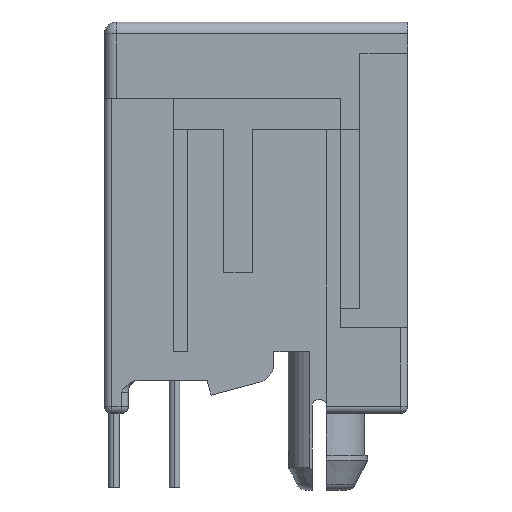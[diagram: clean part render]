
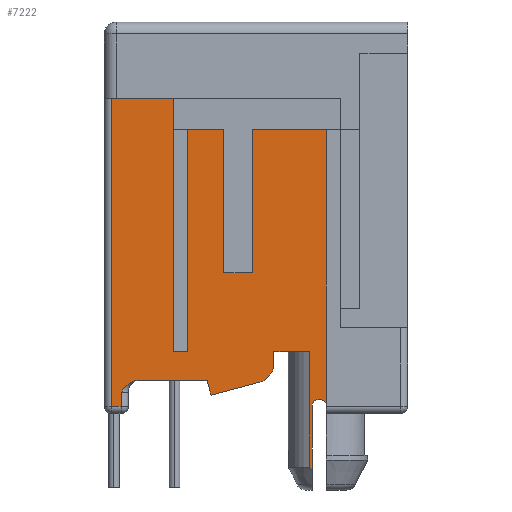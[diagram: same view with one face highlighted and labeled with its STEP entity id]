
A CAD part, left-side view. The second image highlights one B-rep face of the part: STEP entity #7222.
In plain terms, the highlighted planar face has unit normal (-1, 0, 0).
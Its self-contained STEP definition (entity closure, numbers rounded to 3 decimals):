
#120=DIRECTION('',(0.,-1.,0.));
#121=VECTOR('',#120,2.6);
#122=CARTESIAN_POINT('',(-7.15,6.05,-3.2));
#123=LINE('',#122,#121);
#178=DIRECTION('',(0.,0.,-1.));
#179=VECTOR('',#178,0.6);
#180=CARTESIAN_POINT('',(-7.15,5.65,-15.5));
#181=LINE('',#180,#179);
#185=DIRECTION('',(0.,1.,0.));
#186=VECTOR('',#185,0.4);
#187=CARTESIAN_POINT('',(-7.15,5.65,-16.1));
#188=LINE('',#187,#186);
#192=DIRECTION('',(0.,0.,1.));
#193=VECTOR('',#192,12.9);
#194=CARTESIAN_POINT('',(-7.15,6.05,-16.1));
#195=LINE('',#194,#193);
#199=DIRECTION('',(0.,-1.,0.));
#200=VECTOR('',#199,0.6);
#201=CARTESIAN_POINT('',(-7.15,3.45,-13.8));
#202=LINE('',#201,#200);
#206=DIRECTION('',(0.,0.,1.));
#207=VECTOR('',#206,9.3);
#208=CARTESIAN_POINT('',(-7.15,2.85,-13.8));
#209=LINE('',#208,#207);
#213=DIRECTION('',(0.,-1.,0.));
#214=VECTOR('',#213,1.5);
#215=CARTESIAN_POINT('',(-7.15,2.85,-4.5));
#216=LINE('',#215,#214);
#220=DIRECTION('',(0.,0.,-1.));
#221=VECTOR('',#220,6.);
#222=CARTESIAN_POINT('',(-7.15,1.35,-4.5));
#223=LINE('',#222,#221);
#227=DIRECTION('',(0.,-1.,0.));
#228=VECTOR('',#227,1.2);
#229=CARTESIAN_POINT('',(-7.15,1.35,-10.5));
#230=LINE('',#229,#228);
#234=DIRECTION('',(0.,0.,1.));
#235=VECTOR('',#234,6.);
#236=CARTESIAN_POINT('',(-7.15,0.15,-10.5));
#237=LINE('',#236,#235);
#241=DIRECTION('',(0.,1.,0.));
#242=VECTOR('',#241,3.1);
#243=CARTESIAN_POINT('',(-7.15,-2.95,-4.5));
#244=LINE('',#243,#242);
#248=DIRECTION('',(0.,0.,-1.));
#249=VECTOR('',#248,11.6);
#250=CARTESIAN_POINT('',(-7.15,-2.95,-4.5));
#251=LINE('',#250,#249);
#255=CARTESIAN_POINT('',(-7.15,-2.65,-16.1));
#256=DIRECTION('',(1.,0.,0.));
#257=DIRECTION('',(0.,1.,0.));
#258=AXIS2_PLACEMENT_3D('',#255,#256,#257);
#263=DIRECTION('',(0.,0.,1.));
#264=VECTOR('',#263,2.632);
#265=CARTESIAN_POINT('',(-7.15,-2.35,-18.732));
#266=LINE('',#265,#264);
#314=DIRECTION('',(0.,-1.,0.));
#315=VECTOR('',#314,2.858);
#316=CARTESIAN_POINT('',(-7.15,4.908,-15.));
#317=LINE('',#316,#315);
#495=DIRECTION('',(0.,-0.259,-0.966));
#496=VECTOR('',#495,0.65);
#497=CARTESIAN_POINT('',(-7.15,2.05,-15.));
#498=LINE('',#497,#496);
#795=CARTESIAN_POINT('',(-7.15,5.65,-15.5));
#796=CARTESIAN_POINT('',(-7.15,5.628,-15.472));
#797=CARTESIAN_POINT('',(-7.15,5.584,-15.415));
#798=CARTESIAN_POINT('',(-7.15,5.511,-15.326));
#799=CARTESIAN_POINT('',(-7.15,5.432,-15.241));
#800=CARTESIAN_POINT('',(-7.15,5.353,-15.17));
#801=CARTESIAN_POINT('',(-7.15,5.265,-15.106));
#802=CARTESIAN_POINT('',(-7.15,5.155,-15.047));
#803=CARTESIAN_POINT('',(-7.15,5.029,-15.008));
#804=CARTESIAN_POINT('',(-7.15,4.949,-15.));
#805=CARTESIAN_POINT('',(-7.15,4.908,-15.));
#1687=DIRECTION('',(0.,-1.,0.));
#1688=VECTOR('',#1687,1.492);
#1689=CARTESIAN_POINT('',(-7.15,-0.75,-13.8));
#1690=LINE('',#1689,#1688);
#2026=DIRECTION('',(0.,0.,1.));
#2027=VECTOR('',#2026,4.844);
#2028=CARTESIAN_POINT('',(-7.15,-2.242,-18.644));
#2029=LINE('',#2028,#2027);
#2067=CARTESIAN_POINT('',(-7.15,-2.242,-18.644));
#2068=CARTESIAN_POINT('',(-7.15,-2.26,-18.66));
#2069=CARTESIAN_POINT('',(-7.15,-2.296,-18.69));
#2070=CARTESIAN_POINT('',(-7.15,-2.332,-18.718));
#2071=CARTESIAN_POINT('',(-7.15,-2.35,-18.732));
#2961=DIRECTION('',(0.,0.,1.));
#2962=VECTOR('',#2961,0.509);
#2963=CARTESIAN_POINT('',(-7.15,-0.75,-14.309));
#2964=LINE('',#2963,#2962);
#5292=CARTESIAN_POINT('',(-7.15,0.05,-14.309));
#5293=DIRECTION('',(-1.,0.,0.));
#5294=DIRECTION('',(0.,-0.259,-0.966));
#5295=AXIS2_PLACEMENT_3D('',#5292,#5293,#5294);
#5315=DIRECTION('',(0.,-0.966,0.259));
#5316=VECTOR('',#5315,2.111);
#5317=CARTESIAN_POINT('',(-7.15,1.882,-15.628));
#5318=LINE('',#5317,#5316);
#5392=DIRECTION('',(0.,0.,1.));
#5393=VECTOR('',#5392,10.6);
#5394=CARTESIAN_POINT('',(-7.15,3.45,-13.8));
#5395=LINE('',#5394,#5393);
#6192=CARTESIAN_POINT('',(-7.15,1.35,-4.5));
#6193=VERTEX_POINT('',#6192);
#6196=CARTESIAN_POINT('',(-7.15,1.35,-10.5));
#6197=VERTEX_POINT('',#6196);
#6200=CARTESIAN_POINT('',(-7.15,0.15,-10.5));
#6201=VERTEX_POINT('',#6200);
#6204=CARTESIAN_POINT('',(-7.15,0.15,-4.5));
#6205=VERTEX_POINT('',#6204);
#6210=CARTESIAN_POINT('',(-7.15,2.05,-15.));
#6211=CARTESIAN_POINT('',(-7.15,1.882,-15.628));
#6212=VERTEX_POINT('',#6210);
#6213=VERTEX_POINT('',#6211);
#6218=CARTESIAN_POINT('',(-7.15,-0.157,-15.082));
#6219=VERTEX_POINT('',#6218);
#6222=CARTESIAN_POINT('',(-7.15,-0.75,-14.309));
#6223=VERTEX_POINT('',#6222);
#6226=CARTESIAN_POINT('',(-7.15,-0.75,-13.8));
#6227=VERTEX_POINT('',#6226);
#6234=CARTESIAN_POINT('',(-7.15,-2.95,-4.5));
#6236=VERTEX_POINT('',#6234);
#6240=CARTESIAN_POINT('',(-7.15,3.45,-3.2));
#6241=VERTEX_POINT('',#6240);
#6260=CARTESIAN_POINT('',(-7.15,2.85,-4.5));
#6261=VERTEX_POINT('',#6260);
#6262=CARTESIAN_POINT('',(-7.15,3.45,-13.8));
#6263=CARTESIAN_POINT('',(-7.15,2.85,-13.8));
#6264=VERTEX_POINT('',#6262);
#6265=VERTEX_POINT('',#6263);
#6428=CARTESIAN_POINT('',(-7.15,-2.35,-16.1));
#6430=VERTEX_POINT('',#6428);
#6445=CARTESIAN_POINT('',(-7.15,-2.242,-18.644));
#6446=CARTESIAN_POINT('',(-7.15,-2.242,-13.8));
#6447=VERTEX_POINT('',#6445);
#6448=VERTEX_POINT('',#6446);
#6451=CARTESIAN_POINT('',(-7.15,-2.95,-16.1));
#6452=VERTEX_POINT('',#6451);
#6453=CARTESIAN_POINT('',(-7.15,-2.35,-18.732));
#6454=VERTEX_POINT('',#6453);
#6836=CARTESIAN_POINT('',(-7.15,6.05,-16.1));
#6837=CARTESIAN_POINT('',(-7.15,6.05,-3.2));
#6838=VERTEX_POINT('',#6836);
#6839=VERTEX_POINT('',#6837);
#6852=CARTESIAN_POINT('',(-7.15,5.65,-16.1));
#6853=VERTEX_POINT('',#6852);
#6897=CARTESIAN_POINT('',(-7.15,4.908,-15.));
#6899=VERTEX_POINT('',#6897);
#6901=CARTESIAN_POINT('',(-7.15,5.65,-15.5));
#6903=VERTEX_POINT('',#6901);
#7168=CARTESIAN_POINT('',(-7.15,6.35,-16.4));
#7169=DIRECTION('',(1.,0.,0.));
#7170=DIRECTION('',(0.,-1.,0.));
#7171=AXIS2_PLACEMENT_3D('',#7168,#7169,#7170);
#7172=PLANE('',#7171);
#7174=ORIENTED_EDGE('',*,*,#7173,.F.);
#7176=ORIENTED_EDGE('',*,*,#7175,.F.);
#7178=ORIENTED_EDGE('',*,*,#7177,.T.);
#7180=ORIENTED_EDGE('',*,*,#7179,.T.);
#7182=ORIENTED_EDGE('',*,*,#7181,.T.);
#7183=ORIENTED_EDGE('',*,*,#7135,.T.);
#7185=ORIENTED_EDGE('',*,*,#7184,.F.);
#7187=ORIENTED_EDGE('',*,*,#7186,.T.);
#7189=ORIENTED_EDGE('',*,*,#7188,.T.);
#7191=ORIENTED_EDGE('',*,*,#7190,.T.);
#7193=ORIENTED_EDGE('',*,*,#7192,.T.);
#7195=ORIENTED_EDGE('',*,*,#7194,.T.);
#7197=ORIENTED_EDGE('',*,*,#7196,.T.);
#7199=ORIENTED_EDGE('',*,*,#7198,.F.);
#7201=ORIENTED_EDGE('',*,*,#7200,.T.);
#7203=ORIENTED_EDGE('',*,*,#7202,.F.);
#7205=ORIENTED_EDGE('',*,*,#7204,.F.);
#7207=ORIENTED_EDGE('',*,*,#7206,.F.);
#7209=ORIENTED_EDGE('',*,*,#7208,.T.);
#7211=ORIENTED_EDGE('',*,*,#7210,.F.);
#7213=ORIENTED_EDGE('',*,*,#7212,.F.);
#7215=ORIENTED_EDGE('',*,*,#7214,.F.);
#7217=ORIENTED_EDGE('',*,*,#7216,.F.);
#7219=ORIENTED_EDGE('',*,*,#7218,.F.);
#7220=EDGE_LOOP('',(#7174,#7176,#7178,#7180,#7182,#7183,#7185,#7187,#7189,#7191,
#7193,#7195,#7197,#7199,#7201,#7203,#7205,#7207,#7209,#7211,#7213,#7215,#7217,
#7219));
#7221=FACE_OUTER_BOUND('',#7220,.F.);
#259=CIRCLE('',#258,0.3);
#806=B_SPLINE_CURVE_WITH_KNOTS('',3,(#795,#796,#797,#798,#799,#800,#801,#802,
#803,#804,#805),.UNSPECIFIED.,.F.,.F.,(4,1,1,1,1,1,1,1,4),(0.,0.125,0.25,
0.375,0.5,0.625,0.75,0.875,1.),.UNSPECIFIED.);
#2072=B_SPLINE_CURVE_WITH_KNOTS('',3,(#2067,#2068,#2069,#2070,#2071),
.UNSPECIFIED.,.F.,.F.,(4,1,4),(0.,0.5,1.),.UNSPECIFIED.);
#5296=CIRCLE('',#5295,0.8);
#7135=EDGE_CURVE('',#6839,#6241,#123,.T.);
#7173=EDGE_CURVE('',#6899,#6212,#317,.T.);
#7175=EDGE_CURVE('',#6903,#6899,#806,.T.);
#7177=EDGE_CURVE('',#6903,#6853,#181,.T.);
#7179=EDGE_CURVE('',#6853,#6838,#188,.T.);
#7181=EDGE_CURVE('',#6838,#6839,#195,.T.);
#7184=EDGE_CURVE('',#6264,#6241,#5395,.T.);
#7186=EDGE_CURVE('',#6264,#6265,#202,.T.);
#7188=EDGE_CURVE('',#6265,#6261,#209,.T.);
#7190=EDGE_CURVE('',#6261,#6193,#216,.T.);
#7192=EDGE_CURVE('',#6193,#6197,#223,.T.);
#7194=EDGE_CURVE('',#6197,#6201,#230,.T.);
#7196=EDGE_CURVE('',#6201,#6205,#237,.T.);
#7198=EDGE_CURVE('',#6236,#6205,#244,.T.);
#7200=EDGE_CURVE('',#6236,#6452,#251,.T.);
#7202=EDGE_CURVE('',#6430,#6452,#259,.T.);
#7204=EDGE_CURVE('',#6454,#6430,#266,.T.);
#7206=EDGE_CURVE('',#6447,#6454,#2072,.T.);
#7208=EDGE_CURVE('',#6447,#6448,#2029,.T.);
#7210=EDGE_CURVE('',#6227,#6448,#1690,.T.);
#7212=EDGE_CURVE('',#6223,#6227,#2964,.T.);
#7214=EDGE_CURVE('',#6219,#6223,#5296,.T.);
#7216=EDGE_CURVE('',#6213,#6219,#5318,.T.);
#7218=EDGE_CURVE('',#6212,#6213,#498,.T.);
#7222=ADVANCED_FACE('',(#7221),#7172,.F.);
